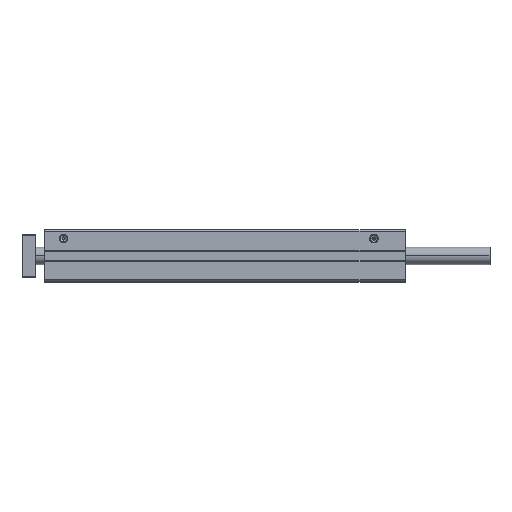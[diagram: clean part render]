
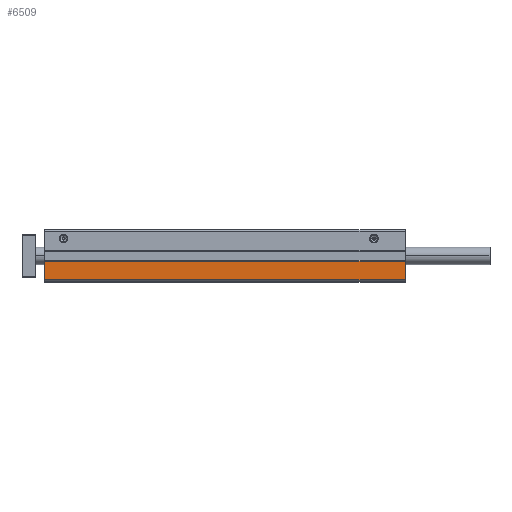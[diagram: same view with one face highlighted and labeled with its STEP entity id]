
A CAD part, top view. The second image highlights one B-rep face of the part: STEP entity #6509.
In plain terms, the highlighted planar face has unit normal (0, 0, 1).
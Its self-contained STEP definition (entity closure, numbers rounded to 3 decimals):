
#987 = CARTESIAN_POINT ( 'NONE',  ( 0., -13.7, 32. ) ) ;
#1188 = LINE ( 'NONE', #7128, #5413 ) ;
#1306 = VERTEX_POINT ( 'NONE', #8511 ) ;
#1408 = EDGE_LOOP ( 'NONE', ( #7724, #2582, #6419, #9840 ) ) ;
#1857 = VECTOR ( 'NONE', #2733, 1000. ) ;
#1959 = DIRECTION ( 'NONE',  ( 1., 0., 0. ) ) ;
#2582 = ORIENTED_EDGE ( 'NONE', *, *, #6020, .T. ) ;
#2702 = EDGE_CURVE ( 'NONE', #1306, #6124, #4185, .T. ) ;
#2733 = DIRECTION ( 'NONE',  ( 0., -1., 0. ) ) ;
#3227 = VECTOR ( 'NONE', #3826, 1000. ) ;
#3826 = DIRECTION ( 'NONE',  ( 1., 0., 0. ) ) ;
#4185 = LINE ( 'NONE', #11504, #1857 ) ;
#4273 = LINE ( 'NONE', #8173, #6621 ) ;
#5032 = CARTESIAN_POINT ( 'NONE',  ( 0., -13.7, 32. ) ) ;
#5413 = VECTOR ( 'NONE', #8994, 1000. ) ;
#6020 = EDGE_CURVE ( 'NONE', #6124, #10581, #7538, .T. ) ;
#6120 = CARTESIAN_POINT ( 'NONE',  ( 208., -13.7, 32. ) ) ;
#6124 = VERTEX_POINT ( 'NONE', #5032 ) ;
#6297 = CARTESIAN_POINT ( 'NONE',  ( 208., -3., 32. ) ) ;
#6419 = ORIENTED_EDGE ( 'NONE', *, *, #11824, .F. ) ;
#6509 = ADVANCED_FACE ( 'NONE', ( #6753 ), #9752, .T. ) ;
#6621 = VECTOR ( 'NONE', #8109, 1000. ) ;
#6753 = FACE_OUTER_BOUND ( 'NONE', #1408, .T. ) ;
#7002 = DIRECTION ( 'NONE',  ( 0., 0., 1. ) ) ;
#7128 = CARTESIAN_POINT ( 'NONE',  ( 0., -3., 32. ) ) ;
#7538 = LINE ( 'NONE', #12578, #3227 ) ;
#7543 = AXIS2_PLACEMENT_3D ( 'NONE', #987, #7002, #1959 ) ;
#7724 = ORIENTED_EDGE ( 'NONE', *, *, #2702, .T. ) ;
#8109 = DIRECTION ( 'NONE',  ( 0., -1., 0. ) ) ;
#8173 = CARTESIAN_POINT ( 'NONE',  ( 208., 0., 32. ) ) ;
#8511 = CARTESIAN_POINT ( 'NONE',  ( 0., -3., 32. ) ) ;
#8994 = DIRECTION ( 'NONE',  ( -1., 0., 0. ) ) ;
#9752 = PLANE ( 'NONE',  #7543 ) ;
#9840 = ORIENTED_EDGE ( 'NONE', *, *, #12243, .T. ) ;
#10581 = VERTEX_POINT ( 'NONE', #6120 ) ;
#10997 = VERTEX_POINT ( 'NONE', #6297 ) ;
#11504 = CARTESIAN_POINT ( 'NONE',  ( 0., -13.7, 32. ) ) ;
#11824 = EDGE_CURVE ( 'NONE', #10997, #10581, #4273, .T. ) ;
#12243 = EDGE_CURVE ( 'NONE', #10997, #1306, #1188, .T. ) ;
#12578 = CARTESIAN_POINT ( 'NONE',  ( 0., -13.7, 32. ) ) ;
